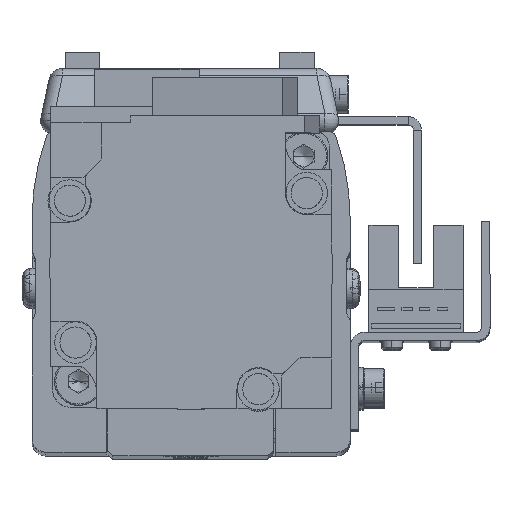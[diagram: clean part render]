
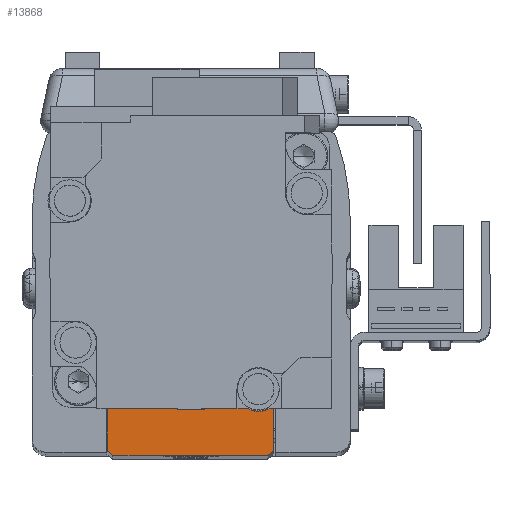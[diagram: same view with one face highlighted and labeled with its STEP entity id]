
A CAD part, top view. The second image highlights one B-rep face of the part: STEP entity #13868.
In plain terms, the highlighted planar face has unit normal (0, 0, 1).
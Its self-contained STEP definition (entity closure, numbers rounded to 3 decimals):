
#787 = DIRECTION ( 'NONE',  ( 1., 0., 0. ) ) ;
#2478 = DIRECTION ( 'NONE',  ( 1., 0., 0. ) ) ;
#2819 = DIRECTION ( 'NONE',  ( 0.707, 0.707, 0. ) ) ;
#3299 = LINE ( 'NONE', #33779, #29459 ) ;
#5010 = EDGE_CURVE ( 'NONE', #6382, #51153, #3299, .T. ) ;
#5156 = DIRECTION ( 'NONE',  ( 0., -1., 0. ) ) ;
#5483 = AXIS2_PLACEMENT_3D ( 'NONE', #16314, #32076, #787 ) ;
#6049 = ORIENTED_EDGE ( 'NONE', *, *, #57792, .T. ) ;
#6382 = VERTEX_POINT ( 'NONE', #28335 ) ;
#6811 = CARTESIAN_POINT ( 'NONE',  ( 11.893, 4.907, 0. ) ) ;
#8824 = EDGE_CURVE ( 'NONE', #62539, #6382, #46195, .T. ) ;
#9821 = ORIENTED_EDGE ( 'NONE', *, *, #34802, .T. ) ;
#11710 = VERTEX_POINT ( 'NONE', #33945 ) ;
#13868 = ADVANCED_FACE ( 'NONE', ( #46556 ), #63159, .T. ) ;
#16314 = CARTESIAN_POINT ( 'NONE',  ( -12.107, 4.907, 0. ) ) ;
#16546 = VECTOR ( 'NONE', #2819, 1000. ) ;
#18202 = LINE ( 'NONE', #59985, #16546 ) ;
#20107 = EDGE_CURVE ( 'NONE', #63509, #52780, #36500, .T. ) ;
#28335 = CARTESIAN_POINT ( 'NONE',  ( -11.307, -3.593, 0. ) ) ;
#29459 = VECTOR ( 'NONE', #2478, 1000. ) ;
#32076 = DIRECTION ( 'NONE',  ( 0., 0., 1. ) ) ;
#33779 = CARTESIAN_POINT ( 'NONE',  ( 11.093, -3.593, 0. ) ) ;
#33945 = CARTESIAN_POINT ( 'NONE',  ( -12.107, 4.907, 0. ) ) ;
#33997 = VECTOR ( 'NONE', #52259, 1000. ) ;
#34802 = EDGE_CURVE ( 'NONE', #51153, #63509, #18202, .T. ) ;
#34878 = VECTOR ( 'NONE', #54578, 1000. ) ;
#36500 = LINE ( 'NONE', #64735, #34878 ) ;
#42013 = CARTESIAN_POINT ( 'NONE',  ( -11.307, -3.593, 0. ) ) ;
#43707 = ORIENTED_EDGE ( 'NONE', *, *, #20107, .T. ) ;
#44550 = LINE ( 'NONE', #6811, #58371 ) ;
#46195 = LINE ( 'NONE', #42013, #33997 ) ;
#46556 = FACE_OUTER_BOUND ( 'NONE', #66911, .T. ) ;
#49315 = CARTESIAN_POINT ( 'NONE',  ( 11.893, -2.793, 0. ) ) ;
#51153 = VERTEX_POINT ( 'NONE', #65732 ) ;
#52259 = DIRECTION ( 'NONE',  ( 0.707, -0.707, 0. ) ) ;
#52780 = VERTEX_POINT ( 'NONE', #63103 ) ;
#52849 = DIRECTION ( 'NONE',  ( -1., 0., 0. ) ) ;
#53903 = ORIENTED_EDGE ( 'NONE', *, *, #8824, .T. ) ;
#54485 = CARTESIAN_POINT ( 'NONE',  ( -12.107, -2.793, 0. ) ) ;
#54578 = DIRECTION ( 'NONE',  ( 0., 1., 0. ) ) ;
#55900 = EDGE_CURVE ( 'NONE', #52780, #11710, #44550, .T. ) ;
#57008 = ORIENTED_EDGE ( 'NONE', *, *, #55900, .T. ) ;
#57312 = CARTESIAN_POINT ( 'NONE',  ( -12.107, -2.793, 0. ) ) ;
#57792 = EDGE_CURVE ( 'NONE', #11710, #62539, #61384, .T. ) ;
#58371 = VECTOR ( 'NONE', #52849, 1000. ) ;
#59985 = CARTESIAN_POINT ( 'NONE',  ( 11.093, -3.593, 0. ) ) ;
#60331 = ORIENTED_EDGE ( 'NONE', *, *, #5010, .T. ) ;
#61384 = LINE ( 'NONE', #57312, #64663 ) ;
#62539 = VERTEX_POINT ( 'NONE', #54485 ) ;
#63103 = CARTESIAN_POINT ( 'NONE',  ( 11.893, 4.907, 0. ) ) ;
#63159 = PLANE ( 'NONE',  #5483 ) ;
#63509 = VERTEX_POINT ( 'NONE', #49315 ) ;
#64663 = VECTOR ( 'NONE', #5156, 1000. ) ;
#64735 = CARTESIAN_POINT ( 'NONE',  ( 11.893, -2.793, 0. ) ) ;
#65732 = CARTESIAN_POINT ( 'NONE',  ( 11.093, -3.593, 0. ) ) ;
#66911 = EDGE_LOOP ( 'NONE', ( #6049, #53903, #60331, #9821, #43707, #57008 ) ) ;
